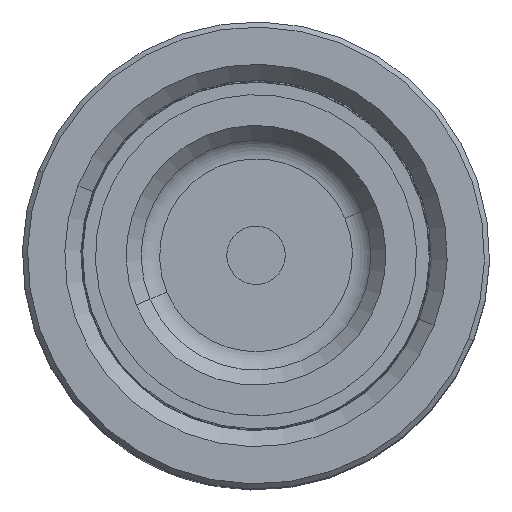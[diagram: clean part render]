
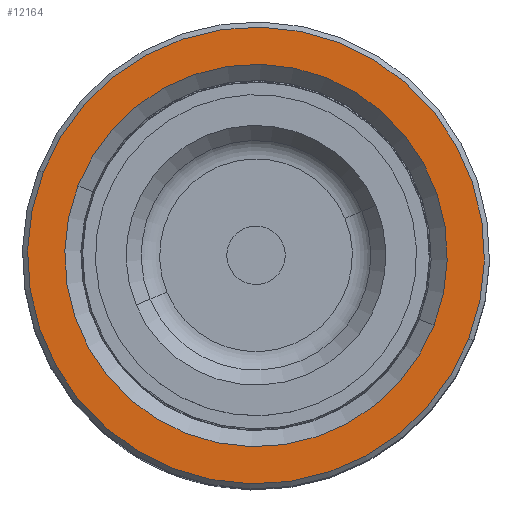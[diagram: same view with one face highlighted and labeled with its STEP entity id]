
A CAD part, top view. The second image highlights one B-rep face of the part: STEP entity #12164.
In plain terms, the highlighted planar face has unit normal (0, 0, 1).
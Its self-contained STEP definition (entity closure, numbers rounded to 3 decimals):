
#1380 = CIRCLE ( 'NONE', #6312, 31.3 ) ;
#1874 = DIRECTION ( 'NONE',  ( 0., 0., 1. ) ) ;
#2515 = CARTESIAN_POINT ( 'NONE',  ( -31.3, 0., 80. ) ) ;
#2537 = VERTEX_POINT ( 'NONE', #27048 ) ;
#3560 = DIRECTION ( 'NONE',  ( 1., 0., 0. ) ) ;
#4359 = VERTEX_POINT ( 'NONE', #53116 ) ;
#5045 = CIRCLE ( 'NONE', #30264, 26.2 ) ;
#6312 = AXIS2_PLACEMENT_3D ( 'NONE', #42821, #1874, #24074 ) ;
#6369 = EDGE_LOOP ( 'NONE', ( #20150, #40213 ) ) ;
#6415 = DIRECTION ( 'NONE',  ( 0., 0., -1. ) ) ;
#7266 = CARTESIAN_POINT ( 'NONE',  ( 0., 0., 80. ) ) ;
#9542 = PLANE ( 'NONE',  #54446 ) ;
#10590 = DIRECTION ( 'NONE',  ( 1., 0., 0. ) ) ;
#12164 = ADVANCED_FACE ( 'NONE', ( #41626, #17345 ), #9542, .T. ) ;
#13174 = AXIS2_PLACEMENT_3D ( 'NONE', #56376, #6415, #10590 ) ;
#13594 = AXIS2_PLACEMENT_3D ( 'NONE', #58139, #49717, #3560 ) ;
#17345 = FACE_BOUND ( 'NONE', #36232, .T. ) ;
#17726 = CIRCLE ( 'NONE', #13594, 31.3 ) ;
#18805 = EDGE_CURVE ( 'NONE', #41479, #21256, #1380, .T. ) ;
#19909 = DIRECTION ( 'NONE',  ( 1., 0., 0. ) ) ;
#20150 = ORIENTED_EDGE ( 'NONE', *, *, #18805, .T. ) ;
#21256 = VERTEX_POINT ( 'NONE', #27906 ) ;
#24074 = DIRECTION ( 'NONE',  ( 1., 0., 0. ) ) ;
#27048 = CARTESIAN_POINT ( 'NONE',  ( -26.2, 0., 80. ) ) ;
#27450 = ORIENTED_EDGE ( 'NONE', *, *, #34391, .T. ) ;
#27906 = CARTESIAN_POINT ( 'NONE',  ( 31.3, 0., 80. ) ) ;
#30264 = AXIS2_PLACEMENT_3D ( 'NONE', #7266, #53000, #48428 ) ;
#33292 = DIRECTION ( 'NONE',  ( 0., 0., 1. ) ) ;
#34391 = EDGE_CURVE ( 'NONE', #4359, #2537, #5045, .T. ) ;
#36232 = EDGE_LOOP ( 'NONE', ( #27450, #39416 ) ) ;
#38637 = CIRCLE ( 'NONE', #13174, 26.2 ) ;
#39416 = ORIENTED_EDGE ( 'NONE', *, *, #50017, .T. ) ;
#40213 = ORIENTED_EDGE ( 'NONE', *, *, #41198, .T. ) ;
#41198 = EDGE_CURVE ( 'NONE', #21256, #41479, #17726, .T. ) ;
#41479 = VERTEX_POINT ( 'NONE', #2515 ) ;
#41626 = FACE_OUTER_BOUND ( 'NONE', #6369, .T. ) ;
#42821 = CARTESIAN_POINT ( 'NONE',  ( 0., 0., 80. ) ) ;
#48428 = DIRECTION ( 'NONE',  ( 1., 0., 0. ) ) ;
#49717 = DIRECTION ( 'NONE',  ( 0., 0., 1. ) ) ;
#50017 = EDGE_CURVE ( 'NONE', #2537, #4359, #38637, .T. ) ;
#53000 = DIRECTION ( 'NONE',  ( 0., 0., -1. ) ) ;
#53116 = CARTESIAN_POINT ( 'NONE',  ( 26.2, 0., 80. ) ) ;
#54446 = AXIS2_PLACEMENT_3D ( 'NONE', #55708, #33292, #19909 ) ;
#55708 = CARTESIAN_POINT ( 'NONE',  ( 0., 0., 80. ) ) ;
#56376 = CARTESIAN_POINT ( 'NONE',  ( 0., 0., 80. ) ) ;
#58139 = CARTESIAN_POINT ( 'NONE',  ( 0., 0., 80. ) ) ;
